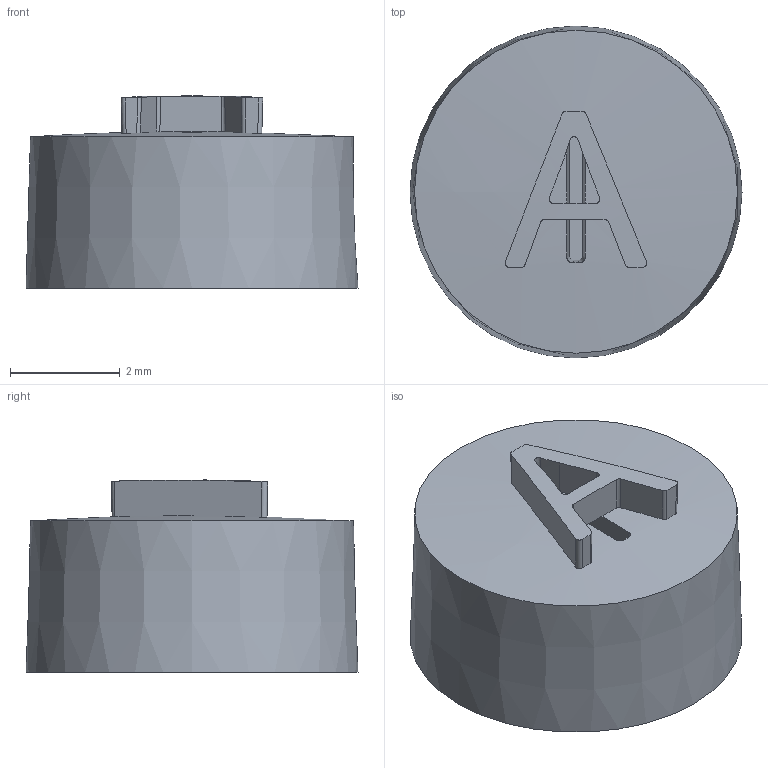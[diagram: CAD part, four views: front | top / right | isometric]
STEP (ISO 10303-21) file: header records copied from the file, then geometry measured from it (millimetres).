
FILE_DESCRIPTION(/* description */ (''),/* implementation_level */ '2;1');
FILE_NAME(/* name */ 'A-Button-Fill.step',/* time_stamp */ '2023-11-09T18:21:12-08:00',/* author */ (''),/* organization */ (''),/* preprocessor_version */ 'ST-DEVELOPER v20',/* originating_system */ 'Autodesk Translation Framework v12.14.0.127',/* authorisation */ '');
FILE_SCHEMA (('AUTOMOTIVE_DESIGN { 1 0 10303 214 3 1 1 }'));
Length unit declared in the file: millimetre
Products named in the file (1): Button_Fill
Bounding box: 6.05 x 6.05 x 3.5 mm (x, y, z)
Volume: 52.7 mm3; surface area: 146.4 mm2
Topology: 1 solids, 1 shells, 50 faces, 141 edges, 94 vertices
Faces by surface type: plane 20, cylinder 14, sphere 6, cone 5, bspline 3, torus 2
Entity records: 2109 total; most frequent: CARTESIAN_POINT 787, ORIENTED_EDGE 282, DIRECTION 268, EDGE_CURVE 141, AXIS2_PLACEMENT_3D 115, VERTEX_POINT 94, CIRCLE 63, EDGE_LOOP 53
